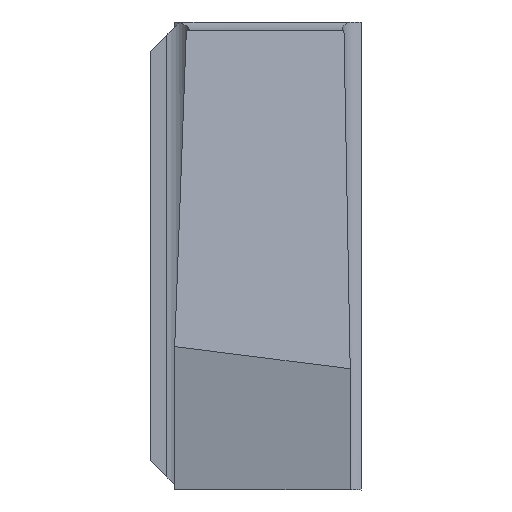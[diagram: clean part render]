
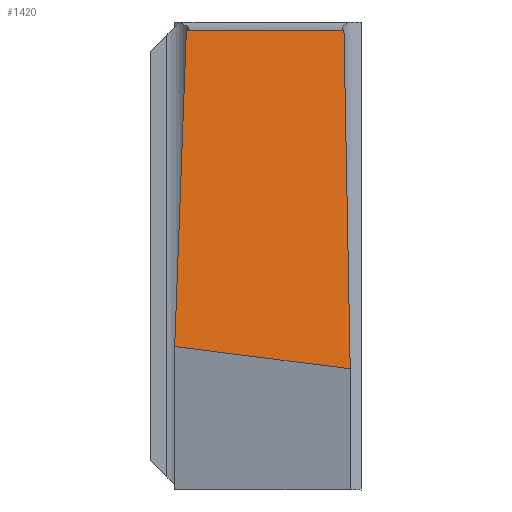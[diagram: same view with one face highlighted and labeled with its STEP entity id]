
A CAD part, front view. The second image highlights one B-rep face of the part: STEP entity #1420.
In plain terms, the highlighted planar face has unit normal (0, -0.427, 0.904).
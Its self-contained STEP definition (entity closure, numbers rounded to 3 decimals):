
#1241=CARTESIAN_POINT('',(3.41,-17.675,-4.928));
#1242=VERTEX_POINT('',#1241);
#1253=CARTESIAN_POINT('',(3.303,-5.452,0.85));
#1254=DIRECTION('',(0.008,-0.904,-0.427));
#1255=VECTOR('',#1254,13.52);
#1256=LINE('',#1253,#1255);
#1257=CARTESIAN_POINT('',(3.303,-5.452,0.85));
#1258=VERTEX_POINT('',#1257);
#1259=EDGE_CURVE('',#1258,#1242,#1256,.T.);
#1303=CARTESIAN_POINT('',(0.609,-5.452,0.85));
#1304=VERTEX_POINT('',#1303);
#1340=CARTESIAN_POINT('',(3.303,-5.452,0.85));
#1341=DIRECTION('',(-1.,0.,0.));
#1342=VECTOR('',#1341,2.694);
#1343=LINE('',#1340,#1342);
#1344=EDGE_CURVE('',#1258,#1304,#1343,.T.);
#1365=CARTESIAN_POINT('',(2.405,-12.037,-2.263));
#1366=DIRECTION('',(0.,0.427,-0.904));
#1367=DIRECTION('',(0.,0.386,0.183));
#1368=AXIS2_PLACEMENT_3D('',#1365,#1366,#1367);
#1369=PLANE('',#1368);
#1370=CARTESIAN_POINT('',(0.41,-16.871,-4.548));
#1371=DIRECTION('',(0.016,0.904,0.427));
#1372=VECTOR('',#1371,12.632);
#1373=LINE('',#1370,#1372);
#1374=CARTESIAN_POINT('',(0.41,-16.871,-4.548));
#1375=VERTEX_POINT('',#1374);
#1376=EDGE_CURVE('',#1375,#1304,#1373,.T.);
#1377=ORIENTED_EDGE('Edge 852',*,*,#1376,.F.);
#1386=ORIENTED_EDGE('Edge 184',*,*,#1344,.T.);
#1395=ORIENTED_EDGE('Edge 896',*,*,#1259,.F.);
#1404=CARTESIAN_POINT('',(3.41,-17.675,-4.928));
#1405=DIRECTION('',(-0.959,0.257,0.121));
#1406=VECTOR('',#1405,3.129);
#1407=LINE('',#1404,#1406);
#1408=EDGE_CURVE('',#1242,#1375,#1407,.T.);
#1409=ORIENTED_EDGE('Edge 194',*,*,#1408,.F.);
#1418=EDGE_LOOP('',(#1409,#1395,#1386,#1377));
#1419=FACE_OUTER_BOUND('Loop 195',#1418,.T.);
#1420=ADVANCED_FACE('Face 196',(#1419),#1369,.F.);
